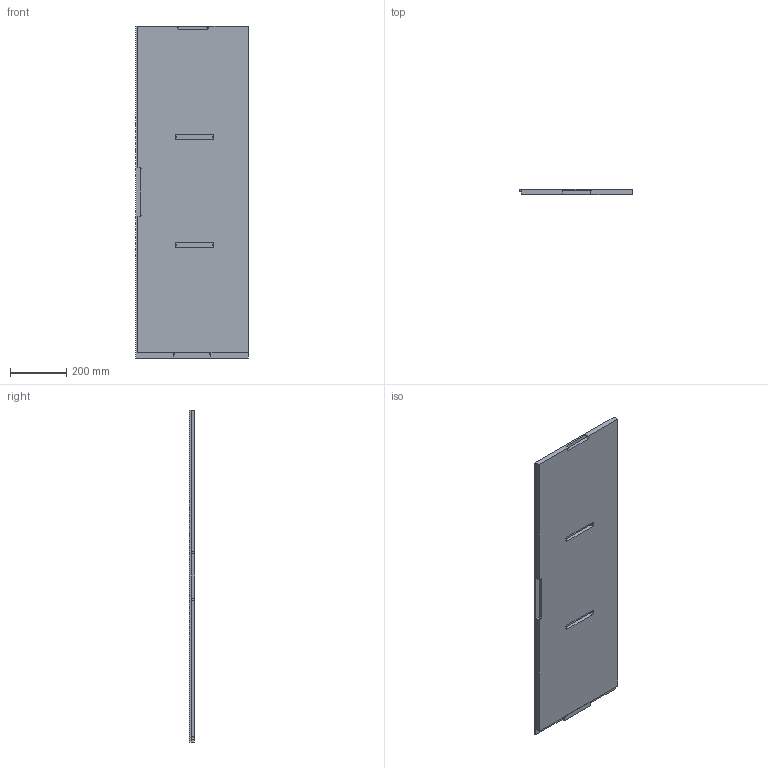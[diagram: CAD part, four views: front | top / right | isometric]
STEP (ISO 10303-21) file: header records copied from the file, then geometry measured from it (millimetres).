
FILE_DESCRIPTION(('CATIA V5 STEP Exchange'),'2;1');
FILE_NAME('BSF_V1_cote_droit.stp','2018-11-01T10:45:08+00:00',('none'),('none'),'CATIA Version 5 Release 20 GA (IN-10)','CATIA V5 STEP AP203','none');
FILE_SCHEMA(('CONFIG_CONTROL_DESIGN'));
Length unit declared in the file: millimetre
Products named in the file (1): BSF_V1.0_CoteDroit
Bounding box: 400 x 18 x 1179 mm (x, y, z)
Volume: 8243552.4 mm3; surface area: 1008182.5 mm2
Topology: 1 solids, 1 shells, 45 faces, 123 edges, 82 vertices
Faces by surface type: plane 31, cylinder 14
Entity records: 1404 total; most frequent: ORIENTED_EDGE 246, CARTESIAN_POINT 244, DIRECTION 199, EDGE_CURVE 123, VECTOR 95, LINE 95, VERTEX_POINT 82, AXIS2_PLACEMENT_3D 67
